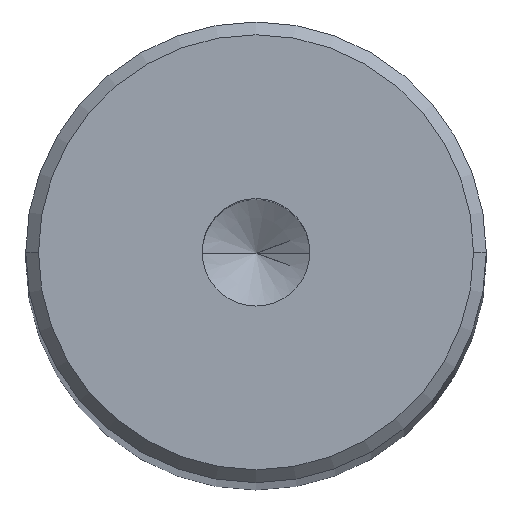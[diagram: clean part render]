
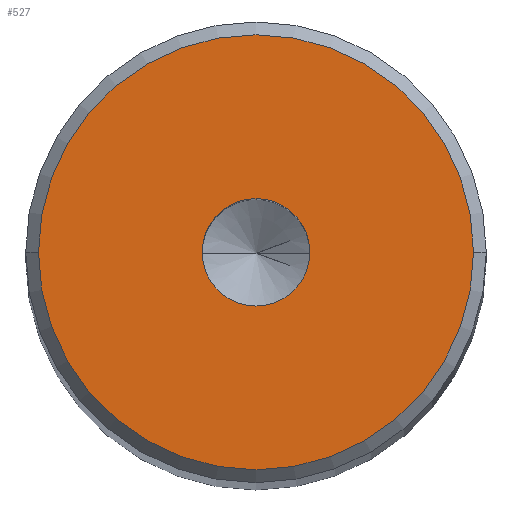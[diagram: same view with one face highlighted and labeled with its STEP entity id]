
A CAD part, top view. The second image highlights one B-rep face of the part: STEP entity #527.
In plain terms, the highlighted planar face has unit normal (0, 0, 1).
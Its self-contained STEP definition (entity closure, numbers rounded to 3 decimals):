
#11 = CARTESIAN_POINT ( 'NONE',  ( 0., 0., 0. ) ) ;
#13 = ORIENTED_EDGE ( 'NONE', *, *, #412, .F. ) ;
#17 = DIRECTION ( 'NONE',  ( 1., 0., 0. ) ) ;
#20 = AXIS2_PLACEMENT_3D ( 'NONE', #335, #30, #17 ) ;
#30 = DIRECTION ( 'NONE',  ( 0., 0., 1. ) ) ;
#37 = DIRECTION ( 'NONE',  ( 0., 0., 1. ) ) ;
#49 = DIRECTION ( 'NONE',  ( 0., 0., 1. ) ) ;
#67 = ORIENTED_EDGE ( 'NONE', *, *, #205, .T. ) ;
#93 = FACE_BOUND ( 'NONE', #147, .T. ) ;
#101 = CARTESIAN_POINT ( 'NONE',  ( -8.5, 0., 0. ) ) ;
#123 = DIRECTION ( 'NONE',  ( 1., 0., 0. ) ) ;
#134 = EDGE_CURVE ( 'NONE', #546, #393, #374, .T. ) ;
#135 = CIRCLE ( 'NONE', #283, 2.1 ) ;
#141 = CARTESIAN_POINT ( 'NONE',  ( 8.5, 0., 0. ) ) ;
#147 = EDGE_LOOP ( 'NONE', ( #541, #13 ) ) ;
#172 = AXIS2_PLACEMENT_3D ( 'NONE', #569, #524, #123 ) ;
#205 = EDGE_CURVE ( 'NONE', #494, #511, #441, .T. ) ;
#220 = DIRECTION ( 'NONE',  ( 1., 0., 0. ) ) ;
#254 = EDGE_CURVE ( 'NONE', #511, #494, #455, .T. ) ;
#271 = FACE_OUTER_BOUND ( 'NONE', #417, .T. ) ;
#278 = PLANE ( 'NONE',  #409 ) ;
#283 = AXIS2_PLACEMENT_3D ( 'NONE', #11, #508, #545 ) ;
#311 = DIRECTION ( 'NONE',  ( 1., 0., 0. ) ) ;
#314 = CARTESIAN_POINT ( 'NONE',  ( -2.1, 0., 0. ) ) ;
#335 = CARTESIAN_POINT ( 'NONE',  ( 0., 0., 0. ) ) ;
#374 = CIRCLE ( 'NONE', #20, 2.1 ) ;
#393 = VERTEX_POINT ( 'NONE', #314 ) ;
#409 = AXIS2_PLACEMENT_3D ( 'NONE', #461, #49, #220 ) ;
#412 = EDGE_CURVE ( 'NONE', #393, #546, #135, .T. ) ;
#417 = EDGE_LOOP ( 'NONE', ( #442, #67 ) ) ;
#441 = CIRCLE ( 'NONE', #172, 8.5 ) ;
#442 = ORIENTED_EDGE ( 'NONE', *, *, #254, .T. ) ;
#455 = CIRCLE ( 'NONE', #525, 8.5 ) ;
#461 = CARTESIAN_POINT ( 'NONE',  ( 0., 0., 0. ) ) ;
#465 = CARTESIAN_POINT ( 'NONE',  ( 2.1, 0., 0. ) ) ;
#492 = CARTESIAN_POINT ( 'NONE',  ( 0., 0., 0. ) ) ;
#494 = VERTEX_POINT ( 'NONE', #141 ) ;
#508 = DIRECTION ( 'NONE',  ( 0., 0., 1. ) ) ;
#511 = VERTEX_POINT ( 'NONE', #101 ) ;
#524 = DIRECTION ( 'NONE',  ( 0., 0., 1. ) ) ;
#525 = AXIS2_PLACEMENT_3D ( 'NONE', #492, #37, #311 ) ;
#527 = ADVANCED_FACE ( 'NONE', ( #93, #271 ), #278, .T. ) ;
#541 = ORIENTED_EDGE ( 'NONE', *, *, #134, .F. ) ;
#545 = DIRECTION ( 'NONE',  ( 1., 0., 0. ) ) ;
#546 = VERTEX_POINT ( 'NONE', #465 ) ;
#569 = CARTESIAN_POINT ( 'NONE',  ( 0., 0., 0. ) ) ;
